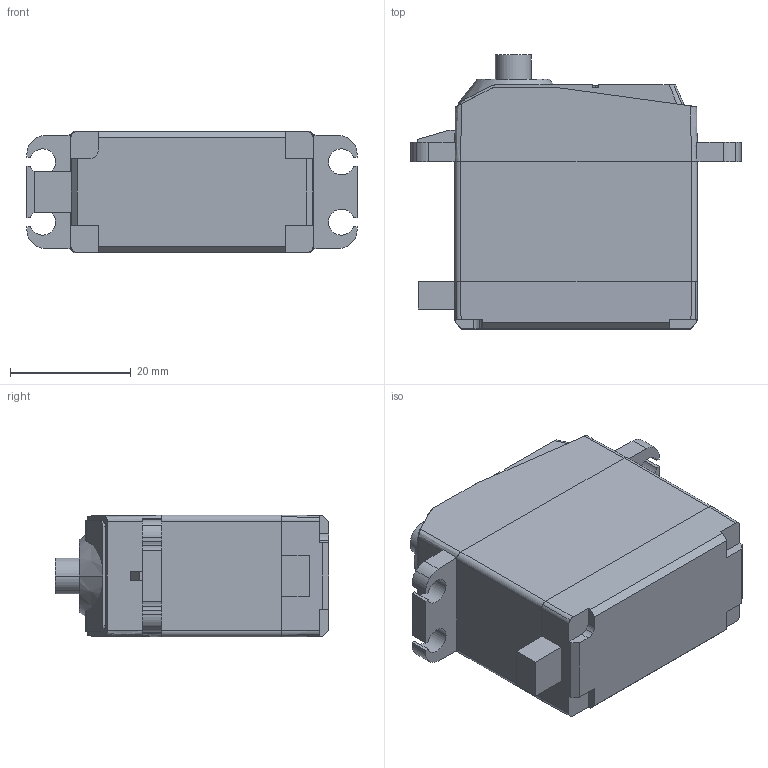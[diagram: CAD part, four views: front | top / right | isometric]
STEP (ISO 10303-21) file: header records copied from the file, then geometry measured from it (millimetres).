
FILE_DESCRIPTION (( 'STEP AP203' ), '1' );
FILE_NAME ('DS3218MG.stp_Default_sldprt.STEP', '2021-07-07T03:08:28', ( '' ), ( '' ), 'SwSTEP 2.0', 'SolidWorks 2020', '' );
FILE_SCHEMA (( 'CONFIG_CONTROL_DESIGN' ));
Length unit declared in the file: millimetre
Products named in the file (1): DS3218MG.stp_Default_sldprt
Bounding box: 54.67 x 45.39 x 20.2 mm (x, y, z)
Volume: 33658.7 mm3; surface area: 11034.5 mm2
Topology: 5 solids, 5 shells, 145 faces, 400 edges, 266 vertices
Faces by surface type: plane 85, cylinder 50, bspline 8, cone 2
Entity records: 4800 total; most frequent: CARTESIAN_POINT 1165, ORIENTED_EDGE 800, DIRECTION 676, EDGE_CURVE 400, LINE 272, VECTOR 272, VERTEX_POINT 266, AXIS2_PLACEMENT_3D 202
